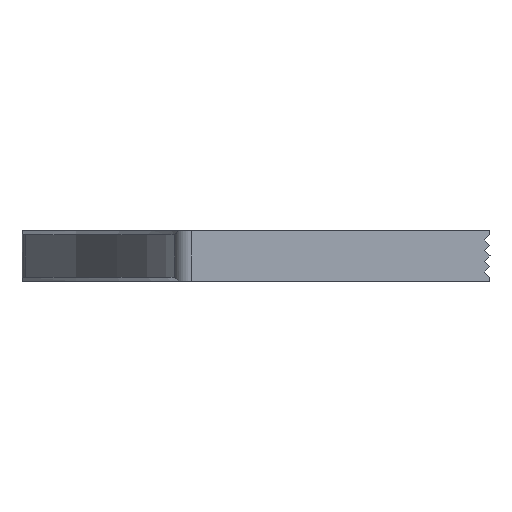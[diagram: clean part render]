
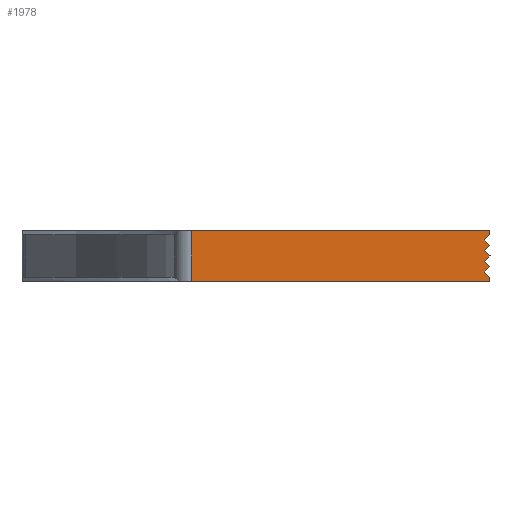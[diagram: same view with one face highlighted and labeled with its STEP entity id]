
A CAD part, front view. The second image highlights one B-rep face of the part: STEP entity #1978.
In plain terms, the highlighted planar face has unit normal (0, -1, 0).
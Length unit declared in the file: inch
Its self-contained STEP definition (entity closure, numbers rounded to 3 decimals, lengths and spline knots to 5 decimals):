
#13 = CARTESIAN_POINT ( 'NONE',  ( 0., 0., 7.21437 ) ) ;
#39 = VERTEX_POINT ( 'NONE', #391 ) ;
#49 = LINE ( 'NONE', #68, #425 ) ;
#57 = DIRECTION ( 'NONE',  ( 0., 0., -1. ) ) ;
#60 = VECTOR ( 'NONE', #1498, 39.37008 ) ;
#68 = CARTESIAN_POINT ( 'NONE',  ( 0., 0., -7.51003 ) ) ;
#153 = EDGE_CURVE ( 'NONE', #2375, #569, #49, .T. ) ;
#159 = ORIENTED_EDGE ( 'NONE', *, *, #3616, .T. ) ;
#211 = ORIENTED_EDGE ( 'NONE', *, *, #945, .F. ) ;
#354 = VECTOR ( 'NONE', #57, 39.37008 ) ;
#366 = VECTOR ( 'NONE', #1976, 39.37008 ) ;
#377 = VERTEX_POINT ( 'NONE', #2277 ) ;
#387 = LINE ( 'NONE', #967, #1219 ) ;
#391 = CARTESIAN_POINT ( 'NONE',  ( 7.32283, 0., -0.10846 ) ) ;
#406 = EDGE_CURVE ( 'NONE', #3550, #736, #3275, .T. ) ;
#420 = LINE ( 'NONE', #1893, #896 ) ;
#425 = VECTOR ( 'NONE', #2360, 39.37008 ) ;
#441 = ORIENTED_EDGE ( 'NONE', *, *, #522, .F. ) ;
#469 = CARTESIAN_POINT ( 'NONE',  ( 7.32283, 0., -0.1872 ) ) ;
#522 = EDGE_CURVE ( 'NONE', #569, #2624, #420, .T. ) ;
#559 = CARTESIAN_POINT ( 'NONE',  ( 5.004, 0., -0.3744 ) ) ;
#569 = VERTEX_POINT ( 'NONE', #1318 ) ;
#583 = VERTEX_POINT ( 'NONE', #3400 ) ;
#644 = ORIENTED_EDGE ( 'NONE', *, *, #2029, .F. ) ;
#736 = VERTEX_POINT ( 'NONE', #1236 ) ;
#761 = EDGE_CURVE ( 'NONE', #3550, #1164, #1272, .T. ) ;
#782 = CARTESIAN_POINT ( 'NONE',  ( 5.12748, 0., 0. ) ) ;
#791 = VECTOR ( 'NONE', #3130, 39.37008 ) ;
#811 = LINE ( 'NONE', #3434, #791 ) ;
#821 = CARTESIAN_POINT ( 'NONE',  ( 7.32283, 0., -0.3744 ) ) ;
#834 = LINE ( 'NONE', #3189, #366 ) ;
#896 = VECTOR ( 'NONE', #2786, 39.37008 ) ;
#904 = CARTESIAN_POINT ( 'NONE',  ( 7.32283, 0., -0.26594 ) ) ;
#945 = EDGE_CURVE ( 'NONE', #377, #583, #3030, .T. ) ;
#967 = CARTESIAN_POINT ( 'NONE',  ( 0., 0., -7.58877 ) ) ;
#1029 = CARTESIAN_POINT ( 'NONE',  ( 5.004, 0., -0.3744 ) ) ;
#1075 = EDGE_CURVE ( 'NONE', #2218, #3574, #3172, .T. ) ;
#1110 = DIRECTION ( 'NONE',  ( 0., 0., 1. ) ) ;
#1131 = ORIENTED_EDGE ( 'NONE', *, *, #2825, .F. ) ;
#1144 = EDGE_CURVE ( 'NONE', #3392, #2375, #834, .T. ) ;
#1164 = VERTEX_POINT ( 'NONE', #1447 ) ;
#1219 = VECTOR ( 'NONE', #1292, 39.37008 ) ;
#1236 = CARTESIAN_POINT ( 'NONE',  ( 5.12748, 0., -0.3744 ) ) ;
#1272 = LINE ( 'NONE', #2132, #60 ) ;
#1292 = DIRECTION ( 'NONE',  ( -0.707, 0., -0.707 ) ) ;
#1318 = CARTESIAN_POINT ( 'NONE',  ( 7.28346, 0., -0.22657 ) ) ;
#1343 = VECTOR ( 'NONE', #1923, 39.37008 ) ;
#1371 = LINE ( 'NONE', #1029, #1343 ) ;
#1408 = DIRECTION ( 'NONE',  ( 0., 0., -1. ) ) ;
#1447 = CARTESIAN_POINT ( 'NONE',  ( 7.32283, 0., 0. ) ) ;
#1492 = CARTESIAN_POINT ( 'NONE',  ( 5.12748, 0., -0.3434 ) ) ;
#1498 = DIRECTION ( 'NONE',  ( 1., 0., 0. ) ) ;
#1512 = VECTOR ( 'NONE', #3480, 39.37008 ) ;
#1593 = ORIENTED_EDGE ( 'NONE', *, *, #1075, .F. ) ;
#1595 = CARTESIAN_POINT ( 'NONE',  ( 7.28346, 0., -0.06909 ) ) ;
#1682 = VERTEX_POINT ( 'NONE', #2008 ) ;
#1794 = EDGE_LOOP ( 'NONE', ( #211, #644, #441, #1921, #3294, #1131, #2039, #1593, #3413, #2370, #3301, #2586, #159 ) ) ;
#1893 = CARTESIAN_POINT ( 'NONE',  ( 0., 0., 7.05689 ) ) ;
#1921 = ORIENTED_EDGE ( 'NONE', *, *, #153, .F. ) ;
#1923 = DIRECTION ( 'NONE',  ( 1., 0., 0. ) ) ;
#1925 = VECTOR ( 'NONE', #2856, 39.37008 ) ;
#1976 = DIRECTION ( 'NONE',  ( 0.707, 0., -0.707 ) ) ;
#1978 = ADVANCED_FACE ( 'NONE', ( #3529 ), #3151, .T. ) ;
#1993 = DIRECTION ( 'NONE',  ( 0.707, 0., -0.707 ) ) ;
#2008 = CARTESIAN_POINT ( 'NONE',  ( 7.32283, 0., -0.3744 ) ) ;
#2014 = LINE ( 'NONE', #13, #2661 ) ;
#2029 = EDGE_CURVE ( 'NONE', #2624, #377, #387, .T. ) ;
#2039 = ORIENTED_EDGE ( 'NONE', *, *, #3360, .F. ) ;
#2132 = CARTESIAN_POINT ( 'NONE',  ( 5.004, 0., 0. ) ) ;
#2218 = VERTEX_POINT ( 'NONE', #3248 ) ;
#2277 = CARTESIAN_POINT ( 'NONE',  ( 7.28346, 0., -0.30531 ) ) ;
#2306 = DIRECTION ( 'NONE',  ( 0., -1., 0. ) ) ;
#2319 = CARTESIAN_POINT ( 'NONE',  ( 0., 0., -7.43129 ) ) ;
#2360 = DIRECTION ( 'NONE',  ( -0.707, 0., -0.707 ) ) ;
#2370 = ORIENTED_EDGE ( 'NONE', *, *, #761, .F. ) ;
#2375 = VERTEX_POINT ( 'NONE', #469 ) ;
#2376 = EDGE_CURVE ( 'NONE', #736, #1682, #1371, .T. ) ;
#2460 = CARTESIAN_POINT ( 'NONE',  ( 0., 0., 6.97815 ) ) ;
#2586 = ORIENTED_EDGE ( 'NONE', *, *, #2376, .T. ) ;
#2624 = VERTEX_POINT ( 'NONE', #904 ) ;
#2661 = VECTOR ( 'NONE', #1993, 39.37008 ) ;
#2786 = DIRECTION ( 'NONE',  ( 0.707, 0., -0.707 ) ) ;
#2825 = EDGE_CURVE ( 'NONE', #39, #3392, #3502, .T. ) ;
#2856 = DIRECTION ( 'NONE',  ( -0.707, 0., -0.707 ) ) ;
#2858 = VECTOR ( 'NONE', #3614, 39.37008 ) ;
#2922 = AXIS2_PLACEMENT_3D ( 'NONE', #559, #2306, #1408 ) ;
#3030 = LINE ( 'NONE', #2460, #2858 ) ;
#3130 = DIRECTION ( 'NONE',  ( 0., 0., 1. ) ) ;
#3151 = PLANE ( 'NONE',  #2922 ) ;
#3172 = LINE ( 'NONE', #3455, #1512 ) ;
#3189 = CARTESIAN_POINT ( 'NONE',  ( 0., 0., 7.13563 ) ) ;
#3220 = VECTOR ( 'NONE', #1110, 39.37008 ) ;
#3248 = CARTESIAN_POINT ( 'NONE',  ( 7.32283, 0., -0.02972 ) ) ;
#3275 = LINE ( 'NONE', #1492, #354 ) ;
#3294 = ORIENTED_EDGE ( 'NONE', *, *, #1144, .F. ) ;
#3301 = ORIENTED_EDGE ( 'NONE', *, *, #406, .T. ) ;
#3345 = EDGE_CURVE ( 'NONE', #2218, #1164, #811, .T. ) ;
#3360 = EDGE_CURVE ( 'NONE', #3574, #39, #2014, .T. ) ;
#3392 = VERTEX_POINT ( 'NONE', #3706 ) ;
#3400 = CARTESIAN_POINT ( 'NONE',  ( 7.32283, 0., -0.34468 ) ) ;
#3413 = ORIENTED_EDGE ( 'NONE', *, *, #3345, .T. ) ;
#3434 = CARTESIAN_POINT ( 'NONE',  ( 7.32283, 0., -0.3744 ) ) ;
#3455 = CARTESIAN_POINT ( 'NONE',  ( 0., 0., -7.35255 ) ) ;
#3480 = DIRECTION ( 'NONE',  ( -0.707, 0., -0.707 ) ) ;
#3483 = LINE ( 'NONE', #821, #3220 ) ;
#3502 = LINE ( 'NONE', #2319, #1925 ) ;
#3529 = FACE_OUTER_BOUND ( 'NONE', #1794, .T. ) ;
#3550 = VERTEX_POINT ( 'NONE', #782 ) ;
#3574 = VERTEX_POINT ( 'NONE', #1595 ) ;
#3614 = DIRECTION ( 'NONE',  ( 0.707, 0., -0.707 ) ) ;
#3616 = EDGE_CURVE ( 'NONE', #1682, #583, #3483, .T. ) ;
#3706 = CARTESIAN_POINT ( 'NONE',  ( 7.28346, 0., -0.14783 ) ) ;
